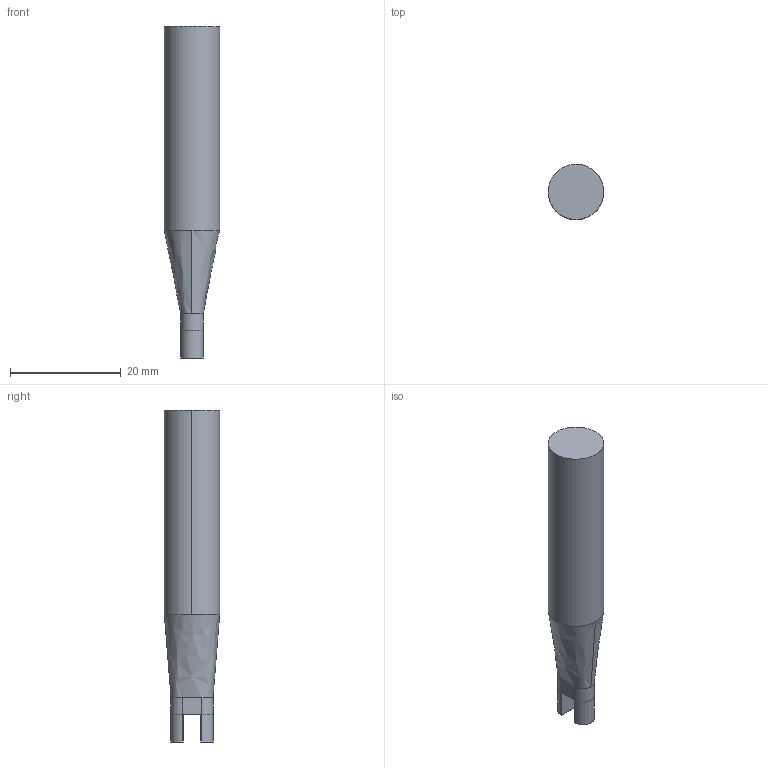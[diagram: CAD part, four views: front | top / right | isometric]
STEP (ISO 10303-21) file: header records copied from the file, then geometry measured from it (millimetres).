
FILE_DESCRIPTION(/* description */ (''),/* implementation_level */ '2;1');
FILE_NAME(/* name */ 'C',/* time_stamp */ '2021-09-22T16:31:54+02:00',/* author */ (''),/* organization */ (''),/* preprocessor_version */ 'ST-DEVELOPER v15',/* originating_system */ '',/* authorisation */ '');
FILE_SCHEMA (('AUTOMOTIVE_DESIGN'));
Length unit declared in the file: millimetre
Products named in the file (1): Document
Bounding box: 10 x 10 x 60 mm (x, y, z)
Volume: 3064.9 mm3; surface area: 1933.7 mm2
Topology: 2 solids, 3 shells, 26 faces, 58 edges, 34 vertices
Faces by surface type: bspline 20, plane 6
Entity records: 1118 total; most frequent: CARTESIAN_POINT 757, ORIENTED_EDGE 104, EDGE_CURVE 54, VERTEX_POINT 34, EDGE_LOOP 28, ADVANCED_FACE 26, FACE_OUTER_BOUND 26, DIRECTION 12
